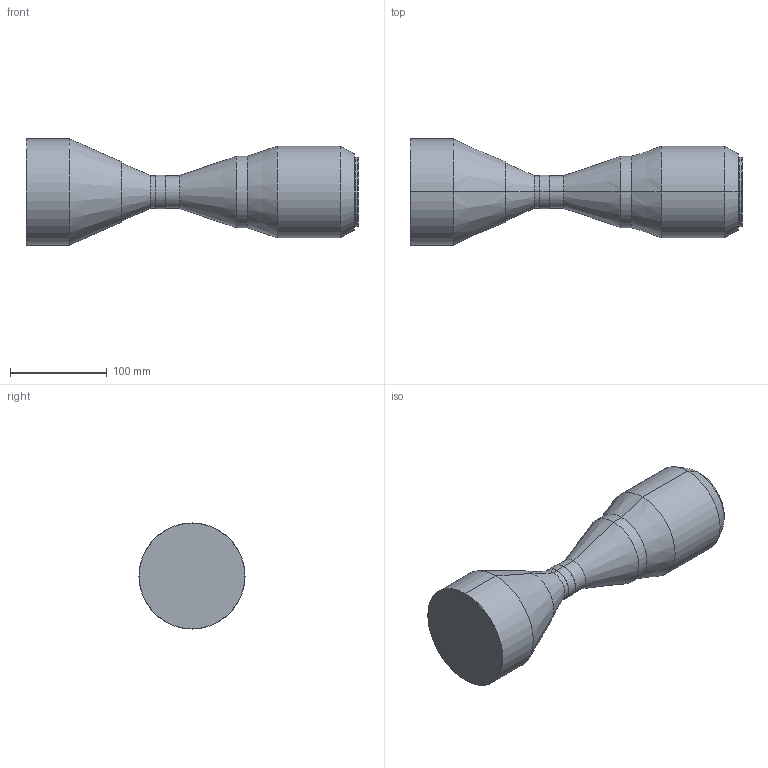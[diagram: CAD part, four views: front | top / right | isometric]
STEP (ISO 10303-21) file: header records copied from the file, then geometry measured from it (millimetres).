
FILE_DESCRIPTION (( 'STEP AP203' ), '1' );
FILE_NAME ('DTCM16K-80H-AL STEPﾍｼ.STEP', '2019-11-12T09:46:04', ( 'Windows ﾓﾃｻｧ' ), ( '' ), 'SwSTEP 2.0', 'SolidWorks 2017', '' );
FILE_SCHEMA (( 'CONFIG_CONTROL_DESIGN' ));
Length unit declared in the file: millimetre
Products named in the file (1): DTCM16K-80H-AL STEPͼ
Bounding box: 344 x 110 x 110 mm (x, y, z)
Volume: 1762567.7 mm3; surface area: 101274.2 mm2
Topology: 1 solids, 1 shells, 37 faces, 72 edges, 42 vertices
Faces by surface type: cylinder 16, cone 14, plane 7
Entity records: 1021 total; most frequent: DIRECTION 190, CARTESIAN_POINT 152, ORIENTED_EDGE 144, AXIS2_PLACEMENT_3D 80, EDGE_CURVE 72, CIRCLE 42, EDGE_LOOP 42, VERTEX_POINT 42
